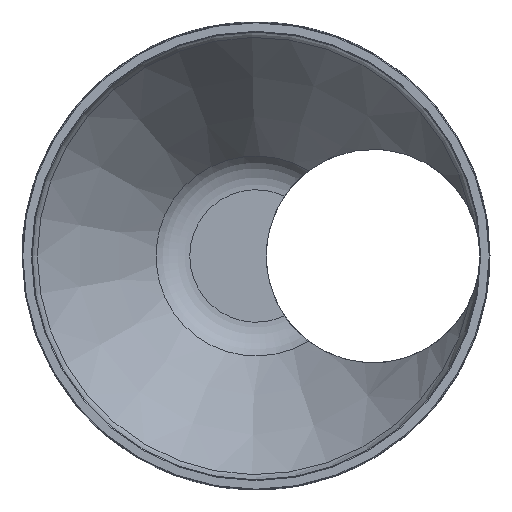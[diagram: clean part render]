
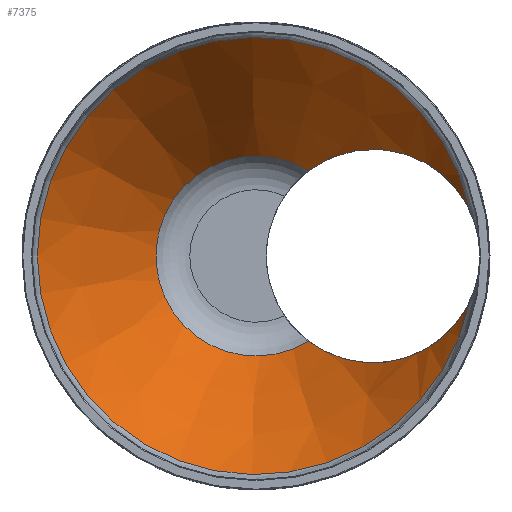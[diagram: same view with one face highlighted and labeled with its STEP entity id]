
A CAD part, left-side view. The second image highlights one B-rep face of the part: STEP entity #7375.
In plain terms, the highlighted conical face has half-angle 30 degrees and reference radius 25.451 mm.
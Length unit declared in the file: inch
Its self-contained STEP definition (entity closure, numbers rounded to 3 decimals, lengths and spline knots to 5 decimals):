
#18=CONICAL_SURFACE('',#7750,1.00199,30.);
#854=FACE_OUTER_BOUND('',#1299,.T.);
#1299=EDGE_LOOP('',(#6903,#6904,#6905,#6906));
#1449=CIRCLE('',#7738,1.40151);
#1453=CIRCLE('',#7748,0.64114);
#2861=B_SPLINE_CURVE_WITH_KNOTS('',3,(#16694,#16695,#16696,#16697,#16698,
#16699,#16700,#16701,#16702,#16703,#16704,#16705,#16706,#16707,#16708,#16709,
#16710,#16711,#16712,#16713,#16714,#16715,#16716,#16717,#16718),
 .UNSPECIFIED.,.F.,.F.,(4,3,3,3,3,3,3,3,4),(1.12498,2.42213,
3.20729,3.57479,3.82741,4.5004,5.13611,
5.38616,5.56277),.UNSPECIFIED.);
#2864=B_SPLINE_CURVE_WITH_KNOTS('',3,(#16741,#16742,#16743,#16744,#16745,
#16746,#16747,#16748,#16749,#16750,#16751,#16752,#16753,#16754,#16755,#16756,
#16757,#16758,#16759,#16760,#16761,#16762,#16763,#16764,#16765),
 .UNSPECIFIED.,.F.,.F.,(4,3,3,3,3,3,3,3,4),(7.0365,7.26879,
7.46066,8.10972,8.55591,8.80838,9.04492,
10.43794,11.4743),.UNSPECIFIED.);
#3591=VERTEX_POINT('',#16675);
#3592=VERTEX_POINT('',#16684);
#3593=VERTEX_POINT('',#16693);
#3596=VERTEX_POINT('',#16730);
#4690=EDGE_CURVE('',#3593,#3592,#2861,.T.);
#4694=EDGE_CURVE('',#3591,#3596,#2864,.T.);
#4699=EDGE_CURVE('',#3591,#3592,#1449,.T.);
#4703=EDGE_CURVE('',#3593,#3596,#1453,.T.);
#6903=ORIENTED_EDGE('',*,*,#4690,.T.);
#6904=ORIENTED_EDGE('',*,*,#4699,.F.);
#6905=ORIENTED_EDGE('',*,*,#4694,.T.);
#6906=ORIENTED_EDGE('',*,*,#4703,.F.);
#7375=ADVANCED_FACE('',(#854),#18,.F.);
#7738=AXIS2_PLACEMENT_3D('',#16775,#8956,#8957);
#7748=AXIS2_PLACEMENT_3D('',#16788,#8976,#8977);
#7750=AXIS2_PLACEMENT_3D('',#16790,#8980,#8981);
#8956=DIRECTION('center_axis',(1.,0.,0.));
#8957=DIRECTION('ref_axis',(0.,1.,0.));
#8976=DIRECTION('center_axis',(-1.,0.,0.));
#8977=DIRECTION('ref_axis',(0.,1.,0.));
#8980=DIRECTION('center_axis',(-1.,0.,0.));
#8981=DIRECTION('ref_axis',(0.,-1.,0.));
#16675=CARTESIAN_POINT('',(0.55801,-1.37166,-0.28768));
#16684=CARTESIAN_POINT('',(0.55801,-1.37166,0.28768));
#16693=CARTESIAN_POINT('',(1.875,-0.33623,0.54591));
#16694=CARTESIAN_POINT('Ctrl Pts',(1.875,-0.33623,0.54591));
#16695=CARTESIAN_POINT('Ctrl Pts',(1.72168,-0.4119,
0.60326));
#16696=CARTESIAN_POINT('Ctrl Pts',(1.56873,-0.50351,0.64746));
#16697=CARTESIAN_POINT('Ctrl Pts',(1.42295,-0.60475,
0.66942));
#16698=CARTESIAN_POINT('Ctrl Pts',(1.33471,-0.66603,
0.68272));
#16699=CARTESIAN_POINT('Ctrl Pts',(1.24906,-0.73074,
0.68793));
#16700=CARTESIAN_POINT('Ctrl Pts',(1.16722,-0.79688,
0.68339));
#16701=CARTESIAN_POINT('Ctrl Pts',(1.12891,-0.82784,
0.68127));
#16702=CARTESIAN_POINT('Ctrl Pts',(1.09143,-0.85911,
0.67701));
#16703=CARTESIAN_POINT('Ctrl Pts',(1.05488,-0.89046,
0.67044));
#16704=CARTESIAN_POINT('Ctrl Pts',(1.02976,-0.91202,
0.66593));
#16705=CARTESIAN_POINT('Ctrl Pts',(1.00528,-0.93344,
0.66038));
#16706=CARTESIAN_POINT('Ctrl Pts',(0.98083,-0.95522,
0.65354));
#16707=CARTESIAN_POINT('Ctrl Pts',(0.91569,-1.01326,
0.63531));
#16708=CARTESIAN_POINT('Ctrl Pts',(0.84855,-1.07614,
0.60672));
#16709=CARTESIAN_POINT('Ctrl Pts',(0.78728,-1.136,
0.56589));
#16710=CARTESIAN_POINT('Ctrl Pts',(0.7294,-1.19254,
0.52732));
#16711=CARTESIAN_POINT('Ctrl Pts',(0.67668,-1.24635,
0.47776));
#16712=CARTESIAN_POINT('Ctrl Pts',(0.63364,-1.29134,
0.41973));
#16713=CARTESIAN_POINT('Ctrl Pts',(0.61671,-1.30904,
0.39691));
#16714=CARTESIAN_POINT('Ctrl Pts',(0.60141,-1.32522,0.37321));
#16715=CARTESIAN_POINT('Ctrl Pts',(0.58689,-1.3407,
0.34684));
#16716=CARTESIAN_POINT('Ctrl Pts',(0.57663,-1.35163,
0.32822));
#16717=CARTESIAN_POINT('Ctrl Pts',(0.56691,-1.36206,
0.30843));
#16718=CARTESIAN_POINT('Ctrl Pts',(0.55801,-1.37166,
0.28768));
#16730=CARTESIAN_POINT('',(1.875,-0.33623,-0.54591));
#16741=CARTESIAN_POINT('Ctrl Pts',(0.55801,-1.37166,
-0.28768));
#16742=CARTESIAN_POINT('Ctrl Pts',(0.56972,-1.35903,
-0.31497));
#16743=CARTESIAN_POINT('Ctrl Pts',(0.58284,-1.34497,
-0.3406));
#16744=CARTESIAN_POINT('Ctrl Pts',(0.59674,-1.33022,-0.3641));
#16745=CARTESIAN_POINT('Ctrl Pts',(0.60821,-1.31803,
-0.38352));
#16746=CARTESIAN_POINT('Ctrl Pts',(0.62016,-1.30543,-0.40151));
#16747=CARTESIAN_POINT('Ctrl Pts',(0.63313,-1.29187,-0.41904));
#16748=CARTESIAN_POINT('Ctrl Pts',(0.677,-1.246,-0.47836));
#16749=CARTESIAN_POINT('Ctrl Pts',(0.73098,-1.19092,-0.52885));
#16750=CARTESIAN_POINT('Ctrl Pts',(0.79024,-1.1331,
-0.56786));
#16751=CARTESIAN_POINT('Ctrl Pts',(0.83099,-1.09335,
-0.59467));
#16752=CARTESIAN_POINT('Ctrl Pts',(0.87421,-1.05232,
-0.6162));
#16753=CARTESIAN_POINT('Ctrl Pts',(0.91774,-1.01232,
-0.63278));
#16754=CARTESIAN_POINT('Ctrl Pts',(0.94236,-0.98969,
-0.64216));
#16755=CARTESIAN_POINT('Ctrl Pts',(0.96707,-0.96739,
-0.64998));
#16756=CARTESIAN_POINT('Ctrl Pts',(0.99141,-0.94582,
-0.65641));
#16757=CARTESIAN_POINT('Ctrl Pts',(1.01421,-0.92561,
-0.66244));
#16758=CARTESIAN_POINT('Ctrl Pts',(1.0374,-0.90541,
-0.66746));
#16759=CARTESIAN_POINT('Ctrl Pts',(1.06099,-0.88523,
-0.67152));
#16760=CARTESIAN_POINT('Ctrl Pts',(1.1999,-0.76642,
-0.69545));
#16761=CARTESIAN_POINT('Ctrl Pts',(1.35237,-0.64923,
-0.68632));
#16762=CARTESIAN_POINT('Ctrl Pts',(1.51168,-0.54488,-0.65357));
#16763=CARTESIAN_POINT('Ctrl Pts',(1.63021,-0.46724,-0.6292));
#16764=CARTESIAN_POINT('Ctrl Pts',(1.75251,-0.39668,
-0.59173));
#16765=CARTESIAN_POINT('Ctrl Pts',(1.875,-0.33623,-0.54591));
#16775=CARTESIAN_POINT('Origin',(0.55801,0.,
0.));
#16788=CARTESIAN_POINT('Origin',(1.875,0.,0.));
#16790=CARTESIAN_POINT('Origin',(1.25,0.,0.));
